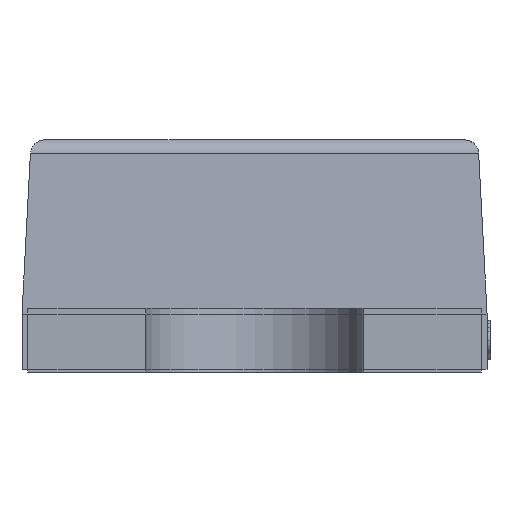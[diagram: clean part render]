
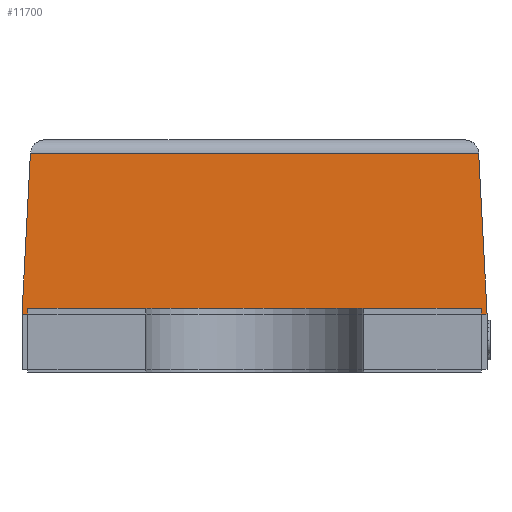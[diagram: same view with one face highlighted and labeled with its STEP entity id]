
A CAD part, left-side view. The second image highlights one B-rep face of the part: STEP entity #11700.
In plain terms, the highlighted planar face has unit normal (-0.999, 0, 0.052).
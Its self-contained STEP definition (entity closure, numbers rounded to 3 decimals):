
#534 = VERTEX_POINT ( 'NONE', #7550 ) ;
#767 = VERTEX_POINT ( 'NONE', #7481 ) ;
#793 = PLANE ( 'NONE',  #3791 ) ;
#859 = DIRECTION ( 'NONE',  ( 0., -1., 0. ) ) ;
#1030 = LINE ( 'NONE', #16323, #13896 ) ;
#2212 = VERTEX_POINT ( 'NONE', #6720 ) ;
#2425 = LINE ( 'NONE', #11615, #12171 ) ;
#2490 = DIRECTION ( 'NONE',  ( -0.999, 0., 0.052 ) ) ;
#3791 = AXIS2_PLACEMENT_3D ( 'NONE', #12974, #2490, #13140 ) ;
#5237 = VECTOR ( 'NONE', #9828, 1000. ) ;
#5312 = ORIENTED_EDGE ( 'NONE', *, *, #11896, .T. ) ;
#5585 = CARTESIAN_POINT ( 'NONE',  ( -0.971, 0.769, 0.753 ) ) ;
#6720 = CARTESIAN_POINT ( 'NONE',  ( -1., -0.8, 0.2 ) ) ;
#6854 = DIRECTION ( 'NONE',  ( 0., 1., 0. ) ) ;
#7101 = LINE ( 'NONE', #7282, #5237 ) ;
#7159 = EDGE_CURVE ( 'NONE', #534, #7353, #11996, .T. ) ;
#7241 = FACE_OUTER_BOUND ( 'NONE', #7301, .T. ) ;
#7282 = CARTESIAN_POINT ( 'NONE',  ( -1., -0.8, 0.2 ) ) ;
#7301 = EDGE_LOOP ( 'NONE', ( #16316, #11629, #10926, #5312 ) ) ;
#7353 = VERTEX_POINT ( 'NONE', #10255 ) ;
#7481 = CARTESIAN_POINT ( 'NONE',  ( -1., 0.8, 0.2 ) ) ;
#7550 = CARTESIAN_POINT ( 'NONE',  ( -0.971, -0.771, 0.753 ) ) ;
#9784 = EDGE_CURVE ( 'NONE', #534, #2212, #7101, .T. ) ;
#9828 = DIRECTION ( 'NONE',  ( -0.052, -0.052, -0.997 ) ) ;
#10255 = CARTESIAN_POINT ( 'NONE',  ( -0.971, 0.771, 0.753 ) ) ;
#10926 = ORIENTED_EDGE ( 'NONE', *, *, #16609, .T. ) ;
#11615 = CARTESIAN_POINT ( 'NONE',  ( -1., 0.8, 0.2 ) ) ;
#11629 = ORIENTED_EDGE ( 'NONE', *, *, #7159, .T. ) ;
#11700 = ADVANCED_FACE ( 'NONE', ( #7241 ), #793, .T. ) ;
#11896 = EDGE_CURVE ( 'NONE', #767, #2212, #1030, .T. ) ;
#11996 = LINE ( 'NONE', #5585, #16515 ) ;
#12171 = VECTOR ( 'NONE', #12750, 1000. ) ;
#12750 = DIRECTION ( 'NONE',  ( -0.052, 0.052, -0.997 ) ) ;
#12974 = CARTESIAN_POINT ( 'NONE',  ( -1., 0.8, 0.2 ) ) ;
#13140 = DIRECTION ( 'NONE',  ( 0.052, 0., 0.999 ) ) ;
#13896 = VECTOR ( 'NONE', #859, 1000. ) ;
#16316 = ORIENTED_EDGE ( 'NONE', *, *, #9784, .F. ) ;
#16323 = CARTESIAN_POINT ( 'NONE',  ( -1., 0.8, 0.2 ) ) ;
#16515 = VECTOR ( 'NONE', #6854, 1000. ) ;
#16609 = EDGE_CURVE ( 'NONE', #7353, #767, #2425, .T. ) ;
